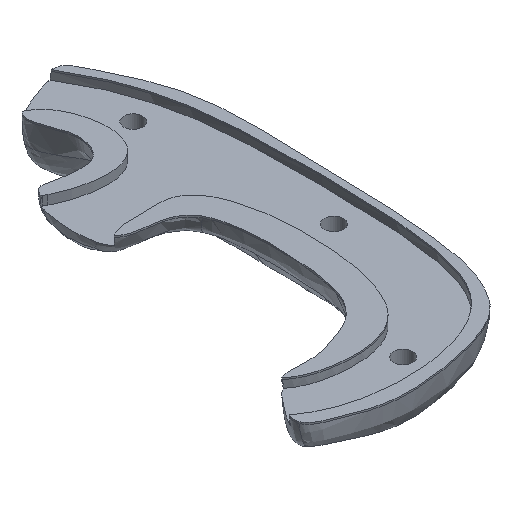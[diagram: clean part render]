
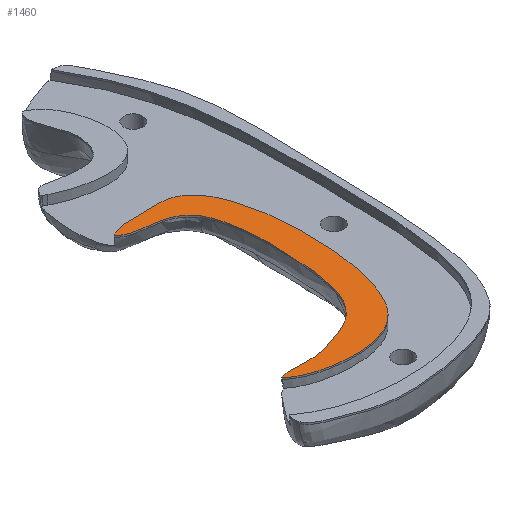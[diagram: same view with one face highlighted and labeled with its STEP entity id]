
A CAD part, isometric view. The second image highlights one B-rep face of the part: STEP entity #1460.
In plain terms, the highlighted planar face has unit normal (0, 0, 1).
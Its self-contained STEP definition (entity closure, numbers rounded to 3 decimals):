
#178=PLANE('',#1527);
#236=FACE_OUTER_BOUND('',#316,.T.);
#316=EDGE_LOOP('',(#1224,#1225,#1226,#1227));
#449=B_SPLINE_CURVE_WITH_KNOTS('',3,(#4562,#4563,#4564,#4565),
 .UNSPECIFIED.,.F.,.F.,(4,4),(-3.893,-3.709),
 .UNSPECIFIED.);
#455=B_SPLINE_CURVE_WITH_KNOTS('',3,(#4667,#4668,#4669,#4670,#4671,#4672,
#4673,#4674,#4675,#4676,#4677,#4678,#4679,#4680,#4681,#4682,#4683,#4684,
#4685,#4686,#4687,#4688,#4689,#4690,#4691,#4692),.UNSPECIFIED.,.F.,.F.,
(4,2,2,2,2,2,2,2,2,2,2,2,4),(-3.607,-3.223,-2.737,
-2.125,-1.942,-1.751,-1.615,
-1.415,-1.111,-0.937,-0.338,
-0.17,0.),.UNSPECIFIED.);
#458=B_SPLINE_CURVE_WITH_KNOTS('',3,(#4737,#4738,#4739,#4740,#4741,#4742,
#4743,#4744,#4745,#4746,#4747,#4748),.UNSPECIFIED.,.F.,.F.,(4,2,2,2,2,4),
(-2.733,-2.363,-1.538,-0.85,
-0.408,0.),.UNSPECIFIED.);
#460=B_SPLINE_CURVE_WITH_KNOTS('',3,(#4888,#4889,#4890,#4891,#4892,#4893,
#4894,#4895,#4896,#4897,#4898,#4899,#4900,#4901,#4902,#4903,#4904,#4905,
#4906,#4907,#4908,#4909,#4910,#4911,#4912,#4913,#4914,#4915,#4916,#4917,
#4918,#4919,#4920,#4921,#4922,#4923,#4924,#4925,#4926,#4927,#4928,#4929,
#4930,#4931,#4932,#4933),.UNSPECIFIED.,.F.,.F.,(4,3,3,3,3,3,3,3,3,3,3,3,
3,3,3,4),(-14.351,-13.483,-12.708,-11.83,
-11.05,-9.909,-8.455,-5.51,
-3.995,-3.218,-2.682,-2.13,
-1.278,-0.937,-0.369,-0.013),
 .UNSPECIFIED.);
#625=VERTEX_POINT('',#4559);
#626=VERTEX_POINT('',#4561);
#632=VERTEX_POINT('',#4666);
#635=VERTEX_POINT('',#4736);
#831=EDGE_CURVE('',#626,#625,#449,.T.);
#838=EDGE_CURVE('',#632,#626,#455,.T.);
#842=EDGE_CURVE('',#635,#632,#458,.T.);
#845=EDGE_CURVE('',#625,#635,#460,.T.);
#1224=ORIENTED_EDGE('',*,*,#845,.T.);
#1225=ORIENTED_EDGE('',*,*,#842,.T.);
#1226=ORIENTED_EDGE('',*,*,#838,.T.);
#1227=ORIENTED_EDGE('',*,*,#831,.T.);
#1460=ADVANCED_FACE('',(#236),#178,.T.);
#1527=AXIS2_PLACEMENT_3D('',#4934,#1643,#1644);
#1643=DIRECTION('center_axis',(0.,0.,
1.));
#1644=DIRECTION('ref_axis',(1.,0.,0.));
#4559=CARTESIAN_POINT('',(-66.023,-78.853,4.691));
#4561=CARTESIAN_POINT('',(-65.809,-78.752,4.691));
#4562=CARTESIAN_POINT('Ctrl Pts',(-65.809,-78.752,4.691));
#4563=CARTESIAN_POINT('Ctrl Pts',(-65.881,-78.784,4.691));
#4564=CARTESIAN_POINT('Ctrl Pts',(-65.953,-78.818,4.691));
#4565=CARTESIAN_POINT('Ctrl Pts',(-66.023,-78.853,4.691));
#4666=CARTESIAN_POINT('',(-34.294,-22.097,4.691));
#4667=CARTESIAN_POINT('Ctrl Pts',(-34.294,-22.097,4.691));
#4668=CARTESIAN_POINT('Ctrl Pts',(-32.75,-24.786,4.691));
#4669=CARTESIAN_POINT('Ctrl Pts',(-32.027,-28.567,4.691));
#4670=CARTESIAN_POINT('Ctrl Pts',(-31.089,-35.579,4.691));
#4671=CARTESIAN_POINT('Ctrl Pts',(-30.942,-39.762,4.691));
#4672=CARTESIAN_POINT('Ctrl Pts',(-31.087,-48.705,4.691));
#4673=CARTESIAN_POINT('Ctrl Pts',(-31.56,-58.504,4.691));
#4674=CARTESIAN_POINT('Ctrl Pts',(-34.857,-67.05,4.691));
#4675=CARTESIAN_POINT('Ctrl Pts',(-35.873,-68.942,4.691));
#4676=CARTESIAN_POINT('Ctrl Pts',(-38.986,-72.402,4.691));
#4677=CARTESIAN_POINT('Ctrl Pts',(-40.798,-73.591,4.691));
#4678=CARTESIAN_POINT('Ctrl Pts',(-43.993,-75.177,4.691));
#4679=CARTESIAN_POINT('Ctrl Pts',(-45.404,-75.731,4.691));
#4680=CARTESIAN_POINT('Ctrl Pts',(-48.819,-76.96,4.691));
#4681=CARTESIAN_POINT('Ctrl Pts',(-50.183,-77.353,4.691));
#4682=CARTESIAN_POINT('Ctrl Pts',(-51.971,-77.832,4.691));
#4683=CARTESIAN_POINT('Ctrl Pts',(-53.064,-78.068,4.691));
#4684=CARTESIAN_POINT('Ctrl Pts',(-54.803,-78.309,4.691));
#4685=CARTESIAN_POINT('Ctrl Pts',(-55.439,-78.368,4.691));
#4686=CARTESIAN_POINT('Ctrl Pts',(-58.282,-78.491,4.691));
#4687=CARTESIAN_POINT('Ctrl Pts',(-60.499,-78.202,4.691));
#4688=CARTESIAN_POINT('Ctrl Pts',(-63.039,-78.213,4.691));
#4689=CARTESIAN_POINT('Ctrl Pts',(-63.615,-78.24,4.691));
#4690=CARTESIAN_POINT('Ctrl Pts',(-64.729,-78.394,4.691));
#4691=CARTESIAN_POINT('Ctrl Pts',(-65.291,-78.526,4.691));
#4692=CARTESIAN_POINT('Ctrl Pts',(-65.809,-78.752,4.691));
#4736=CARTESIAN_POINT('',(-53.498,-13.466,4.691));
#4737=CARTESIAN_POINT('Ctrl Pts',(-53.498,-13.466,4.691));
#4738=CARTESIAN_POINT('Ctrl Pts',(-52.954,-14.076,4.691));
#4739=CARTESIAN_POINT('Ctrl Pts',(-52.314,-14.54,4.691));
#4740=CARTESIAN_POINT('Ctrl Pts',(-49.931,-15.703,4.691));
#4741=CARTESIAN_POINT('Ctrl Pts',(-47.879,-15.94,4.691));
#4742=CARTESIAN_POINT('Ctrl Pts',(-43.977,-16.415,4.691));
#4743=CARTESIAN_POINT('Ctrl Pts',(-42.157,-16.645,4.691));
#4744=CARTESIAN_POINT('Ctrl Pts',(-39.267,-17.616,4.691));
#4745=CARTESIAN_POINT('Ctrl Pts',(-38.048,-18.183,4.691));
#4746=CARTESIAN_POINT('Ctrl Pts',(-35.823,-19.922,4.691));
#4747=CARTESIAN_POINT('Ctrl Pts',(-34.971,-20.918,4.691));
#4748=CARTESIAN_POINT('Ctrl Pts',(-34.294,-22.097,4.691));
#4888=CARTESIAN_POINT('Ctrl Pts',(-66.023,-78.853,4.691));
#4889=CARTESIAN_POINT('Ctrl Pts',(-64.723,-80.016,4.691));
#4890=CARTESIAN_POINT('Ctrl Pts',(-62.849,-81.277,4.691));
#4891=CARTESIAN_POINT('Ctrl Pts',(-59.813,-82.322,4.691));
#4892=CARTESIAN_POINT('Ctrl Pts',(-57.101,-83.256,4.691));
#4893=CARTESIAN_POINT('Ctrl Pts',(-54.047,-83.808,4.691));
#4894=CARTESIAN_POINT('Ctrl Pts',(-51.135,-84.022,4.691));
#4895=CARTESIAN_POINT('Ctrl Pts',(-47.834,-84.265,4.691));
#4896=CARTESIAN_POINT('Ctrl Pts',(-44.297,-84.105,4.691));
#4897=CARTESIAN_POINT('Ctrl Pts',(-41.105,-83.36,4.691));
#4898=CARTESIAN_POINT('Ctrl Pts',(-38.269,-82.697,4.691));
#4899=CARTESIAN_POINT('Ctrl Pts',(-36.355,-81.749,4.691));
#4900=CARTESIAN_POINT('Ctrl Pts',(-34.962,-80.866,4.691));
#4901=CARTESIAN_POINT('Ctrl Pts',(-32.932,-79.58,4.691));
#4902=CARTESIAN_POINT('Ctrl Pts',(-31.296,-77.936,4.691));
#4903=CARTESIAN_POINT('Ctrl Pts',(-29.905,-75.948,4.691));
#4904=CARTESIAN_POINT('Ctrl Pts',(-28.131,-73.411,4.691));
#4905=CARTESIAN_POINT('Ctrl Pts',(-26.565,-70.046,4.691));
#4906=CARTESIAN_POINT('Ctrl Pts',(-25.299,-65.561,4.691));
#4907=CARTESIAN_POINT('Ctrl Pts',(-22.738,-56.486,4.691));
#4908=CARTESIAN_POINT('Ctrl Pts',(-22.02,-44.72,4.691));
#4909=CARTESIAN_POINT('Ctrl Pts',(-23.075,-34.776,4.691));
#4910=CARTESIAN_POINT('Ctrl Pts',(-23.618,-29.659,4.691));
#4911=CARTESIAN_POINT('Ctrl Pts',(-24.648,-24.855,4.691));
#4912=CARTESIAN_POINT('Ctrl Pts',(-26.203,-21.029,4.691));
#4913=CARTESIAN_POINT('Ctrl Pts',(-27.001,-19.067,4.691));
#4914=CARTESIAN_POINT('Ctrl Pts',(-28.038,-17.119,4.691));
#4915=CARTESIAN_POINT('Ctrl Pts',(-29.358,-15.556,4.691));
#4916=CARTESIAN_POINT('Ctrl Pts',(-30.269,-14.478,4.691));
#4917=CARTESIAN_POINT('Ctrl Pts',(-31.307,-13.583,4.691));
#4918=CARTESIAN_POINT('Ctrl Pts',(-32.518,-12.935,4.691));
#4919=CARTESIAN_POINT('Ctrl Pts',(-33.765,-12.268,4.691));
#4920=CARTESIAN_POINT('Ctrl Pts',(-35.034,-11.943,4.691));
#4921=CARTESIAN_POINT('Ctrl Pts',(-36.326,-11.79,4.691));
#4922=CARTESIAN_POINT('Ctrl Pts',(-38.325,-11.552,4.691));
#4923=CARTESIAN_POINT('Ctrl Pts',(-40.36,-11.749,4.691));
#4924=CARTESIAN_POINT('Ctrl Pts',(-43.025,-11.786,4.691));
#4925=CARTESIAN_POINT('Ctrl Pts',(-44.09,-11.8,4.691));
#4926=CARTESIAN_POINT('Ctrl Pts',(-44.952,-11.782,4.691));
#4927=CARTESIAN_POINT('Ctrl Pts',(-45.777,-11.78,4.691));
#4928=CARTESIAN_POINT('Ctrl Pts',(-47.154,-11.777,4.691));
#4929=CARTESIAN_POINT('Ctrl Pts',(-48.793,-11.822,4.691));
#4930=CARTESIAN_POINT('Ctrl Pts',(-50.499,-12.247,4.691));
#4931=CARTESIAN_POINT('Ctrl Pts',(-51.566,-12.513,4.691));
#4932=CARTESIAN_POINT('Ctrl Pts',(-52.59,-12.911,4.691));
#4933=CARTESIAN_POINT('Ctrl Pts',(-53.498,-13.466,4.691));
#4934=CARTESIAN_POINT('Origin',(-38.16,-31.051,4.691));
